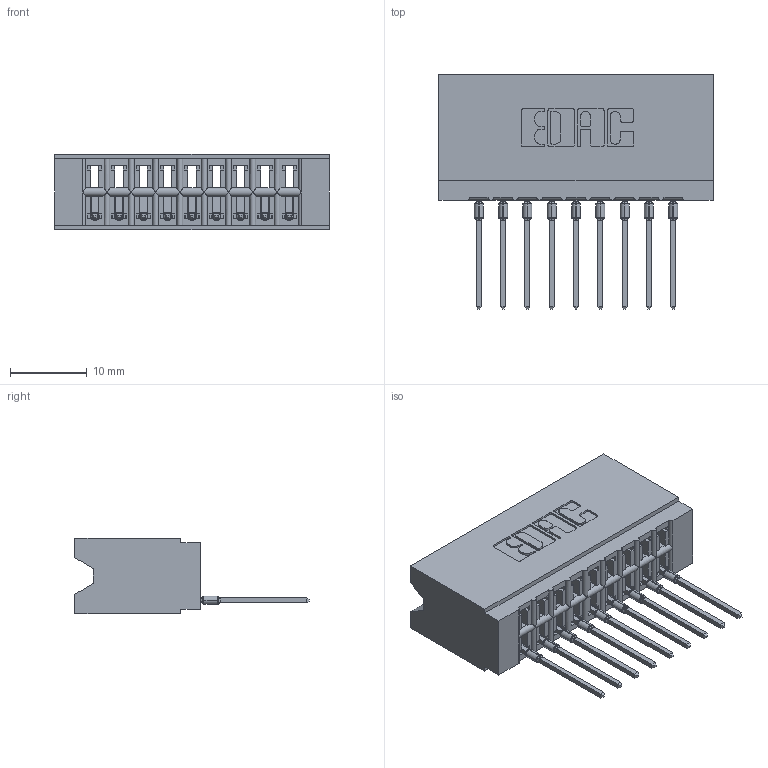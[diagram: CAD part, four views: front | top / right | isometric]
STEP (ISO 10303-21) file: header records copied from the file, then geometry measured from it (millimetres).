
FILE_DESCRIPTION (( 'STEP AP203' ), '1' );
FILE_NAME ('746-009-545-106.STEP', '2020-09-15T18:48:30', ( '' ), ( '' ), 'SwSTEP 2.0', 'SolidWorks 2020', '' );
FILE_SCHEMA (( 'CONFIG_CONTROL_DESIGN' ));
Length unit declared in the file: inch
Products named in the file (3): 746 Part_.515 Slot Depth - 06; 746-292-001_545; 746-009-545-106
Assembly tree (10 placements, depth 2):
  746-009-545-106
    746 Part_.515 Slot Depth - 06
    746-292-001_545  x9
Bounding box: 35.81 x 30.59 x 9.91 mm (x, y, z)
Volume: 3970 mm3; surface area: 5470.1 mm2
Topology: 10 solids, 10 shells, 1070 faces, 3028 edges, 1948 vertices
Faces by surface type: plane 623, cylinder 213, bspline 180, torus 54
Entity records: 18281 total; most frequent: CARTESIAN_POINT 3969, ORIENTED_EDGE 3096, DIRECTION 2624, EDGE_CURVE 1548, LINE 1274, VECTOR 1274, VERTEX_POINT 1020, AXIS2_PLACEMENT_3D 675
